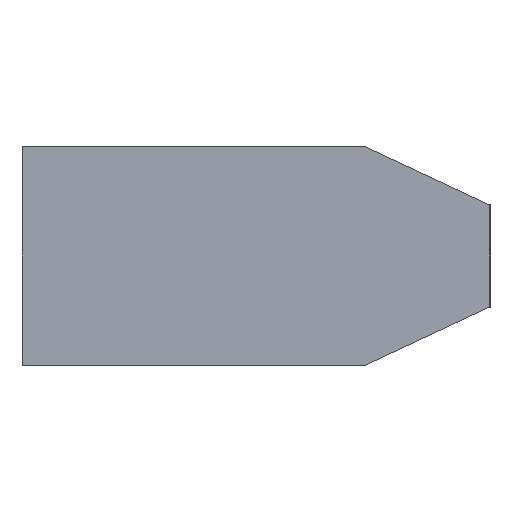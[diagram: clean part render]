
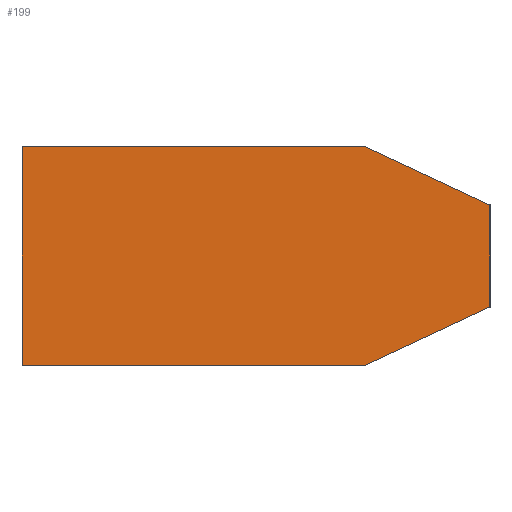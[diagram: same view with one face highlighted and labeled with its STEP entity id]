
A CAD part, left-side view. The second image highlights one B-rep face of the part: STEP entity #199.
In plain terms, the highlighted planar face has unit normal (-1, 0, 0).
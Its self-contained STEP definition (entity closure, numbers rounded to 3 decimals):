
#5 = CARTESIAN_POINT ( 'NONE',  ( -13.25, 19., -3.5 ) ) ;
#13 = CARTESIAN_POINT ( 'NONE',  ( -13.25, 19., 3.5 ) ) ;
#42 = CARTESIAN_POINT ( 'NONE',  ( -13.25, 8., -3.5 ) ) ;
#46 = CARTESIAN_POINT ( 'NONE',  ( -13.25, 8., 3.5 ) ) ;
#49 = VECTOR ( 'NONE', #708, 1000. ) ;
#52 = VECTOR ( 'NONE', #712, 1000. ) ;
#58 = LINE ( 'NONE', #376, #52 ) ;
#69 = LINE ( 'NONE', #691, #49 ) ;
#91 = VECTOR ( 'NONE', #271, 1000. ) ;
#94 = LINE ( 'NONE', #260, #91 ) ;
#99 = CARTESIAN_POINT ( 'NONE',  ( -13.25, 4., 1.635 ) ) ;
#105 = LINE ( 'NONE', #357, #468 ) ;
#107 = VECTOR ( 'NONE', #163, 1000. ) ;
#112 = LINE ( 'NONE', #220, #107 ) ;
#158 = FACE_OUTER_BOUND ( 'NONE', #501, .T. ) ;
#163 = DIRECTION ( 'NONE',  ( 0., -1., 0. ) ) ;
#199 = ADVANCED_FACE ( 'NONE', ( #158 ), #706, .T. ) ;
#220 = CARTESIAN_POINT ( 'NONE',  ( -13.25, 48.409, -3.5 ) ) ;
#260 = CARTESIAN_POINT ( 'NONE',  ( -13.25, 48.409, 3.5 ) ) ;
#265 = VERTEX_POINT ( 'NONE', #13 ) ;
#271 = DIRECTION ( 'NONE',  ( 0., -1., 0. ) ) ;
#281 = VERTEX_POINT ( 'NONE', #5 ) ;
#290 = VERTEX_POINT ( 'NONE', #46 ) ;
#296 = VECTOR ( 'NONE', #431, 1000. ) ;
#300 = VERTEX_POINT ( 'NONE', #42 ) ;
#318 = DIRECTION ( 'NONE',  ( 0., 0., -1. ) ) ;
#334 = ORIENTED_EDGE ( 'NONE', *, *, #703, .F. ) ;
#356 = ORIENTED_EDGE ( 'NONE', *, *, #597, .F. ) ;
#357 = CARTESIAN_POINT ( 'NONE',  ( -13.25, 19., -3.5 ) ) ;
#376 = CARTESIAN_POINT ( 'NONE',  ( -13.25, 38.51, 17.727 ) ) ;
#422 = CARTESIAN_POINT ( 'NONE',  ( -13.25, 4., -1.635 ) ) ;
#431 = DIRECTION ( 'NONE',  ( 0., 0., -1. ) ) ;
#432 = VERTEX_POINT ( 'NONE', #99 ) ;
#433 = DIRECTION ( 'NONE',  ( -1., 0., 0. ) ) ;
#435 = CARTESIAN_POINT ( 'NONE',  ( -13.25, 4., -3.5 ) ) ;
#438 = AXIS2_PLACEMENT_3D ( 'NONE', #660, #433, #446 ) ;
#446 = DIRECTION ( 'NONE',  ( 0., 0., 1. ) ) ;
#468 = VECTOR ( 'NONE', #318, 1000. ) ;
#501 = EDGE_LOOP ( 'NONE', ( #681, #700, #520, #526, #356, #334 ) ) ;
#520 = ORIENTED_EDGE ( 'NONE', *, *, #650, .T. ) ;
#526 = ORIENTED_EDGE ( 'NONE', *, *, #532, .T. ) ;
#532 = EDGE_CURVE ( 'NONE', #281, #300, #112, .T. ) ;
#548 = EDGE_CURVE ( 'NONE', #265, #290, #94, .T. ) ;
#595 = EDGE_CURVE ( 'NONE', #290, #432, #58, .T. ) ;
#597 = EDGE_CURVE ( 'NONE', #676, #300, #69, .T. ) ;
#650 = EDGE_CURVE ( 'NONE', #265, #281, #105, .T. ) ;
#655 = LINE ( 'NONE', #435, #296 ) ;
#660 = CARTESIAN_POINT ( 'NONE',  ( -13.25, 48.409, -3.5 ) ) ;
#676 = VERTEX_POINT ( 'NONE', #422 ) ;
#681 = ORIENTED_EDGE ( 'NONE', *, *, #595, .F. ) ;
#691 = CARTESIAN_POINT ( 'NONE',  ( -13.25, 41.192, -18.978 ) ) ;
#700 = ORIENTED_EDGE ( 'NONE', *, *, #548, .F. ) ;
#703 = EDGE_CURVE ( 'NONE', #432, #676, #655, .T. ) ;
#706 = PLANE ( 'NONE',  #438 ) ;
#708 = DIRECTION ( 'NONE',  ( 0., 0.906, -0.423 ) ) ;
#712 = DIRECTION ( 'NONE',  ( 0., -0.906, -0.423 ) ) ;
